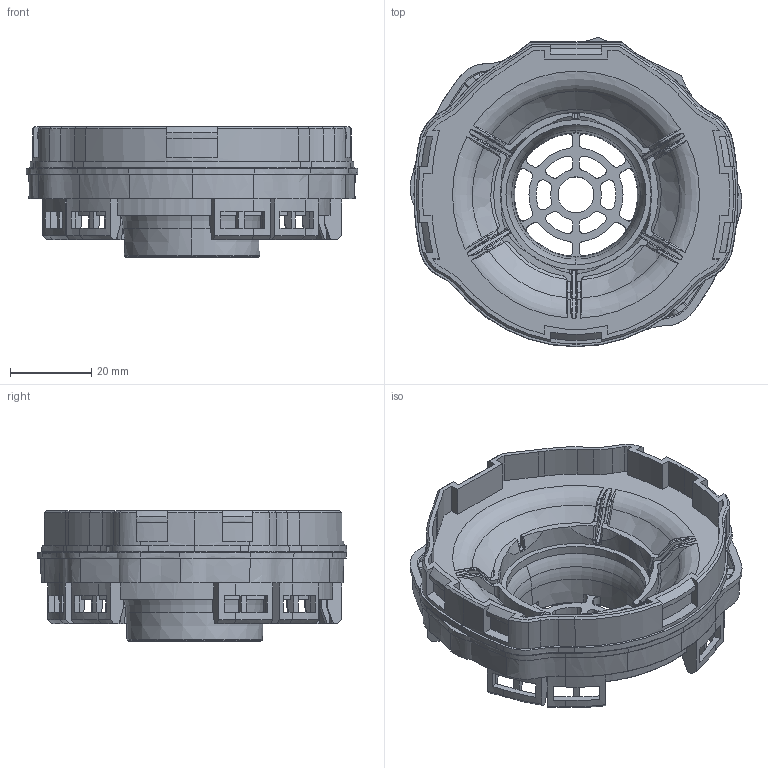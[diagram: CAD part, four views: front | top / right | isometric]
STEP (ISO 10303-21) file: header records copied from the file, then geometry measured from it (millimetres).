
FILE_DESCRIPTION((''),'2;1');
FILE_NAME('00_ALL_ASM','2024-11-12T09:46:13',('PC-USER'),(''),'CREO PARAMETRIC BY PTC INC, 2019010','CREO PARAMETRIC BY PTC INC, 2019010','');
FILE_SCHEMA(('CONFIG_CONTROL_DESIGN'));
Length unit declared in the file: millimetre
Products named in the file (5): REAR-FILTER-ELEMENT_7; FILTER-ELEMENT_ASM_1_ASM_ASM_ASM; ASM0004_ASM; SHOUBINGHOUDUANGAI-20241112; 00_ALL_ASM
Assembly tree (5 placements, depth 4):
  00_ALL_ASM
    ASM0004_ASM
      FILTER-ELEMENT_ASM_1_ASM_ASM_ASM
        REAR-FILTER-ELEMENT_7
    REAR-FILTER-ELEMENT_7
    SHOUBINGHOUDUANGAI-20241112
Bounding box: 81.48 x 76 x 32 mm (x, y, z)
Volume: 37760.3 mm3; surface area: 52136.3 mm2
Topology: 3 solids, 7 shells, 2353 faces, 6673 edges, 4333 vertices
Faces by surface type: plane 1180, cylinder 504, bspline 311, torus 198, cone 82, extrusion 69, sphere 6, revolution 3
Entity records: 61811 total; most frequent: CARTESIAN_POINT 22039, ORIENTED_EDGE 9038, DIRECTION 7394, EDGE_CURVE 4531, VERTEX_POINT 2938, AXIS2_PLACEMENT_3D 2618, VECTOR 2155, LINE 2104
